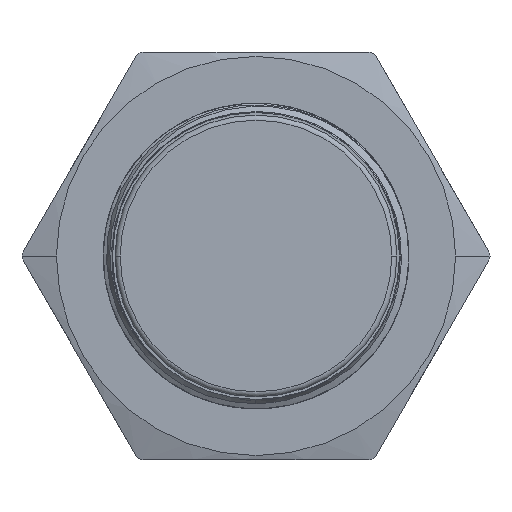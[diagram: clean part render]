
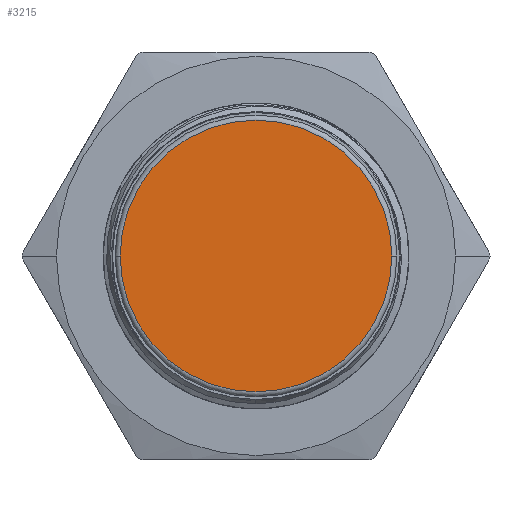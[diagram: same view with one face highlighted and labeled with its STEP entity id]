
A CAD part, front view. The second image highlights one B-rep face of the part: STEP entity #3215.
In plain terms, the highlighted planar face has unit normal (0, -1, 0).
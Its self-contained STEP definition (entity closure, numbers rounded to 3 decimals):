
#233=PLANE('',#13162);
#3215=ADVANCED_FACE('',(#3921),#233,.T.);
#3921=FACE_OUTER_BOUND('',#4612,.T.);
#4612=EDGE_LOOP('',(#5334,#5335));
#5334=ORIENTED_EDGE('',*,*,#10754,.T.);
#5335=ORIENTED_EDGE('',*,*,#10753,.T.);
#9402=VERTEX_POINT('',#16916);
#9403=VERTEX_POINT('',#16918);
#10753=EDGE_CURVE('',#9402,#9403,#12782,.T.);
#10754=EDGE_CURVE('',#9403,#9402,#12783,.T.);
#12782=CIRCLE('',#13159,8.);
#12783=CIRCLE('',#13161,8.);
#13159=AXIS2_PLACEMENT_3D('',#16919,#14183,#14184);
#13161=AXIS2_PLACEMENT_3D('',#16921,#14187,#14188);
#13162=AXIS2_PLACEMENT_3D('',#16922,#14189,#14190);
#14183=DIRECTION('',(0.,-1.,0.));
#14184=DIRECTION('',(-1.,0.,0.));
#14187=DIRECTION('',(0.,-1.,0.));
#14188=DIRECTION('',(1.,0.,0.));
#14189=DIRECTION('',(0.,-1.,0.));
#14190=DIRECTION('',(0.,0.,1.));
#16916=CARTESIAN_POINT('',(-8.,-12.,0.));
#16918=CARTESIAN_POINT('',(8.,-12.,0.));
#16919=CARTESIAN_POINT('',(0.,-12.,0.));
#16921=CARTESIAN_POINT('',(0.,-12.,0.));
#16922=CARTESIAN_POINT('',(0.,-12.,0.));
